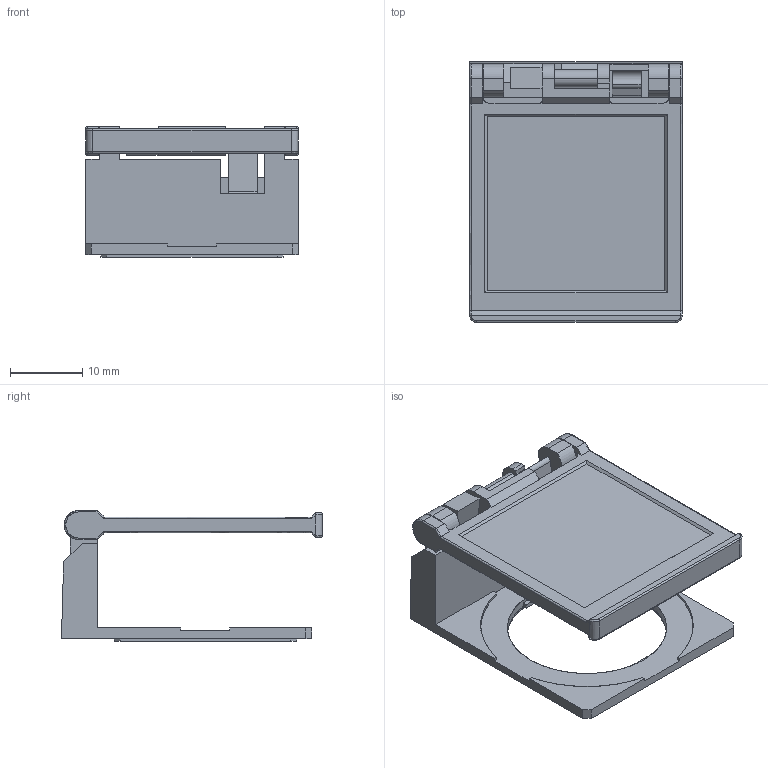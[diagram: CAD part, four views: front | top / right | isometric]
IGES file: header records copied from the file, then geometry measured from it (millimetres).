
Start section: SolidWorks IGES file using analytic representation for surfaces
Global section: file name: HW9Z-K1_rev0.0.IGS; native system: SolidWorks 2019; preprocessor: SolidWorks 2019; author: 1003605; date: 220323.104417; units: millimetre
Bounding box: 29.4 x 36.1 x 18.1 mm (x, y, z)
Surface area: 5165.5 mm2 (no closed solid volume)
Topology: 0 solids, 0 shells, 190 faces, 1845 edges, 1845 vertices
Faces by surface type: bspline 130, revolution 60
